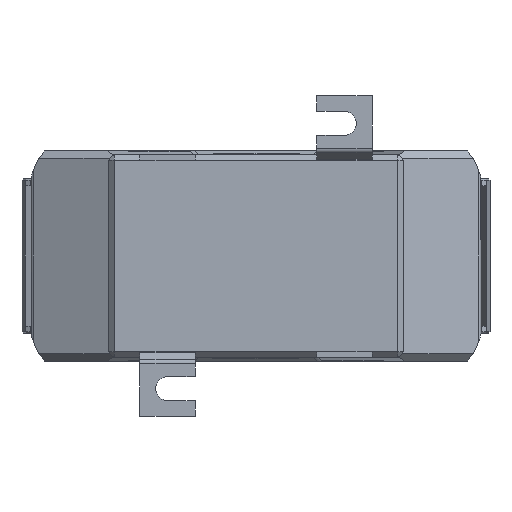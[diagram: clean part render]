
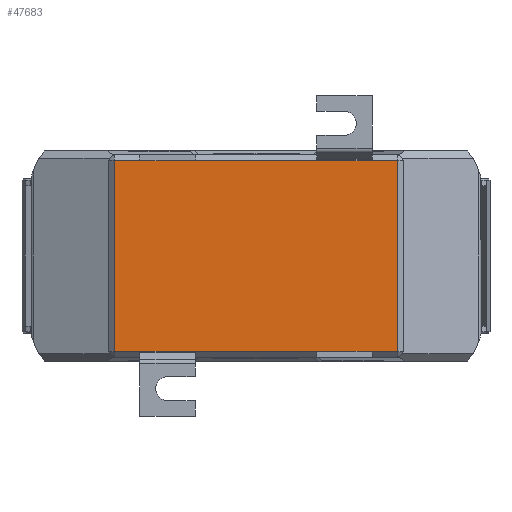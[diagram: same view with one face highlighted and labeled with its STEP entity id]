
A CAD part, front view. The second image highlights one B-rep face of the part: STEP entity #47683.
In plain terms, the highlighted planar face has unit normal (0, -1, 0).
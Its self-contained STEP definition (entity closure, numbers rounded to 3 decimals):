
#4453=PLANE('',#50720);
#6679=FACE_OUTER_BOUND('',#9332,.T.);
#9332=EDGE_LOOP('',(#40966,#40967,#40968,#40969,#40970,#40971,#40972,#40973,
#40974,#40975,#40976,#40977,#40978,#40979,#40980,#40981,#40982,#40983,#40984,
#40985));
#11120=LINE('',#65052,#16190);
#11126=LINE('',#65064,#16196);
#11415=LINE('',#65797,#16485);
#11421=LINE('',#65809,#16491);
#12150=LINE('',#69460,#17220);
#12153=LINE('',#69466,#17223);
#12159=LINE('',#69479,#17229);
#12187=LINE('',#69528,#17257);
#12189=LINE('',#69535,#17259);
#12200=LINE('',#69555,#17270);
#12201=LINE('',#69557,#17271);
#13889=LINE('',#84444,#18959);
#13890=LINE('',#84446,#18960);
#13891=LINE('',#84448,#18961);
#13892=LINE('',#84450,#18962);
#13893=LINE('',#84451,#18963);
#13894=LINE('',#84453,#18964);
#13895=LINE('',#84454,#18965);
#13896=LINE('',#84455,#18966);
#13897=LINE('',#84456,#18967);
#16190=VECTOR('',#53749,1000.);
#16196=VECTOR('',#53759,1000.);
#16485=VECTOR('',#54472,1000.);
#16491=VECTOR('',#54482,1000.);
#17220=VECTOR('',#55943,1000.);
#17223=VECTOR('',#55948,1000.);
#17229=VECTOR('',#55960,1000.);
#17257=VECTOR('',#56010,1000.);
#17259=VECTOR('',#56016,1000.);
#17270=VECTOR('',#56035,1000.);
#17271=VECTOR('',#56038,1000.);
#18959=VECTOR('',#59332,1000.);
#18960=VECTOR('',#59333,1000.);
#18961=VECTOR('',#59334,1000.);
#18962=VECTOR('',#59335,1000.);
#18963=VECTOR('',#59336,1000.);
#18964=VECTOR('',#59337,1000.);
#18965=VECTOR('',#59338,1000.);
#18966=VECTOR('',#59339,1000.);
#18967=VECTOR('',#59340,1000.);
#22037=VERTEX_POINT('',#65049);
#22038=VERTEX_POINT('',#65051);
#22041=VERTEX_POINT('',#65061);
#22042=VERTEX_POINT('',#65063);
#22261=VERTEX_POINT('',#65794);
#22262=VERTEX_POINT('',#65796);
#22265=VERTEX_POINT('',#65806);
#22266=VERTEX_POINT('',#65808);
#23102=VERTEX_POINT('',#69458);
#23103=VERTEX_POINT('',#69462);
#23104=VERTEX_POINT('',#69464);
#23108=VERTEX_POINT('',#69478);
#23119=VERTEX_POINT('',#69531);
#23121=VERTEX_POINT('',#69534);
#24605=VERTEX_POINT('',#84442);
#24606=VERTEX_POINT('',#84443);
#24607=VERTEX_POINT('',#84445);
#24608=VERTEX_POINT('',#84447);
#24609=VERTEX_POINT('',#84449);
#24610=VERTEX_POINT('',#84452);
#26694=EDGE_CURVE('',#22037,#22038,#11120,.T.);
#26700=EDGE_CURVE('',#22042,#22041,#11126,.T.);
#27069=EDGE_CURVE('',#22261,#22262,#11415,.T.);
#27075=EDGE_CURVE('',#22266,#22265,#11421,.T.);
#28108=EDGE_CURVE('',#22261,#23102,#12150,.T.);
#28111=EDGE_CURVE('',#23103,#23104,#12153,.T.);
#28117=EDGE_CURVE('',#23108,#22266,#12159,.T.);
#28147=EDGE_CURVE('',#22262,#22265,#12187,.T.);
#28149=EDGE_CURVE('',#23121,#23119,#12189,.T.);
#28160=EDGE_CURVE('',#23102,#23121,#12200,.T.);
#28161=EDGE_CURVE('',#23103,#23119,#12201,.T.);
#30382=EDGE_CURVE('',#24605,#24606,#13889,.T.);
#30383=EDGE_CURVE('',#24606,#24607,#13890,.T.);
#30384=EDGE_CURVE('',#24608,#24607,#13891,.T.);
#30385=EDGE_CURVE('',#24608,#24609,#13892,.T.);
#30386=EDGE_CURVE('',#24609,#23108,#13893,.T.);
#30387=EDGE_CURVE('',#23104,#24610,#13894,.T.);
#30388=EDGE_CURVE('',#24610,#22042,#13895,.T.);
#30389=EDGE_CURVE('',#22038,#22041,#13896,.T.);
#30390=EDGE_CURVE('',#22037,#24605,#13897,.T.);
#40966=ORIENTED_EDGE('',*,*,#30382,.T.);
#40967=ORIENTED_EDGE('',*,*,#30383,.T.);
#40968=ORIENTED_EDGE('',*,*,#30384,.F.);
#40969=ORIENTED_EDGE('',*,*,#30385,.T.);
#40970=ORIENTED_EDGE('',*,*,#30386,.T.);
#40971=ORIENTED_EDGE('',*,*,#28117,.T.);
#40972=ORIENTED_EDGE('',*,*,#27075,.T.);
#40973=ORIENTED_EDGE('',*,*,#28147,.F.);
#40974=ORIENTED_EDGE('',*,*,#27069,.F.);
#40975=ORIENTED_EDGE('',*,*,#28108,.T.);
#40976=ORIENTED_EDGE('',*,*,#28160,.T.);
#40977=ORIENTED_EDGE('',*,*,#28149,.T.);
#40978=ORIENTED_EDGE('',*,*,#28161,.F.);
#40979=ORIENTED_EDGE('',*,*,#28111,.T.);
#40980=ORIENTED_EDGE('',*,*,#30387,.T.);
#40981=ORIENTED_EDGE('',*,*,#30388,.T.);
#40982=ORIENTED_EDGE('',*,*,#26700,.T.);
#40983=ORIENTED_EDGE('',*,*,#30389,.F.);
#40984=ORIENTED_EDGE('',*,*,#26694,.F.);
#40985=ORIENTED_EDGE('',*,*,#30390,.T.);
#47683=ADVANCED_FACE('',(#6679),#4453,.F.);
#50720=AXIS2_PLACEMENT_3D('',#84441,#59330,#59331);
#53749=DIRECTION('',(0.,0.,-1.));
#53759=DIRECTION('',(0.,0.,-1.));
#54472=DIRECTION('',(0.,0.,1.));
#54482=DIRECTION('',(0.,0.,1.));
#55943=DIRECTION('',(1.,0.,0.));
#55948=DIRECTION('',(1.,0.,0.));
#55960=DIRECTION('',(1.,0.,0.));
#56010=DIRECTION('',(-1.,0.,0.));
#56016=DIRECTION('',(1.,0.,0.));
#56035=DIRECTION('',(0.,0.,1.));
#56038=DIRECTION('',(0.,0.,1.));
#59330=DIRECTION('center_axis',(0.,1.,0.));
#59331=DIRECTION('ref_axis',(0.,0.,1.));
#59332=DIRECTION('',(0.,0.,-1.));
#59333=DIRECTION('',(-1.,0.,0.));
#59334=DIRECTION('',(0.,0.,-1.));
#59335=DIRECTION('',(-1.,0.,0.));
#59336=DIRECTION('',(0.,0.,-1.));
#59337=DIRECTION('',(0.,0.,1.));
#59338=DIRECTION('',(-1.,0.,0.));
#59339=DIRECTION('',(1.,0.,0.));
#59340=DIRECTION('',(-1.,0.,0.));
#65049=CARTESIAN_POINT('',(16.5,0.,26.));
#65051=CARTESIAN_POINT('',(16.5,0.,25.9));
#65052=CARTESIAN_POINT('',(16.5,0.,27.5));
#65061=CARTESIAN_POINT('',(31.5,0.,25.9));
#65063=CARTESIAN_POINT('',(31.5,0.,26.));
#65064=CARTESIAN_POINT('',(31.5,0.,27.5));
#65794=CARTESIAN_POINT('',(-16.5,0.,-26.));
#65796=CARTESIAN_POINT('',(-16.5,0.,-25.9));
#65797=CARTESIAN_POINT('',(-16.5,0.,-27.5));
#65806=CARTESIAN_POINT('',(-31.5,0.,-25.9));
#65808=CARTESIAN_POINT('',(-31.5,0.,-26.));
#65809=CARTESIAN_POINT('',(-31.5,0.,-27.5));
#69458=CARTESIAN_POINT('',(16.5,0.,-26.));
#69460=CARTESIAN_POINT('',(40.,0.,-26.));
#69462=CARTESIAN_POINT('',(31.5,0.,-26.));
#69464=CARTESIAN_POINT('',(38.5,0.,-26.));
#69466=CARTESIAN_POINT('',(40.,0.,-26.));
#69478=CARTESIAN_POINT('',(-38.5,0.,-26.));
#69479=CARTESIAN_POINT('',(40.,0.,-26.));
#69528=CARTESIAN_POINT('',(-16.5,0.,-25.9));
#69531=CARTESIAN_POINT('',(31.5,0.,-25.9));
#69534=CARTESIAN_POINT('',(16.5,0.,-25.9));
#69535=CARTESIAN_POINT('',(16.5,0.,-25.9));
#69555=CARTESIAN_POINT('',(16.5,0.,-27.5));
#69557=CARTESIAN_POINT('',(31.5,0.,-27.5));
#84441=CARTESIAN_POINT('Origin',(40.,0.,28.5));
#84442=CARTESIAN_POINT('',(-16.5,0.,26.));
#84443=CARTESIAN_POINT('',(-16.5,0.,25.9));
#84444=CARTESIAN_POINT('',(-16.5,0.,27.5));
#84445=CARTESIAN_POINT('',(-31.5,0.,25.9));
#84446=CARTESIAN_POINT('',(-16.5,0.,25.9));
#84447=CARTESIAN_POINT('',(-31.5,0.,26.));
#84448=CARTESIAN_POINT('',(-31.5,0.,27.5));
#84449=CARTESIAN_POINT('',(-38.5,0.,26.));
#84450=CARTESIAN_POINT('',(-40.,0.,26.));
#84451=CARTESIAN_POINT('',(-38.5,0.,-28.5));
#84452=CARTESIAN_POINT('',(38.5,0.,26.));
#84453=CARTESIAN_POINT('',(38.5,0.,-28.5));
#84454=CARTESIAN_POINT('',(-40.,0.,26.));
#84455=CARTESIAN_POINT('',(16.5,0.,25.9));
#84456=CARTESIAN_POINT('',(-40.,0.,26.));
